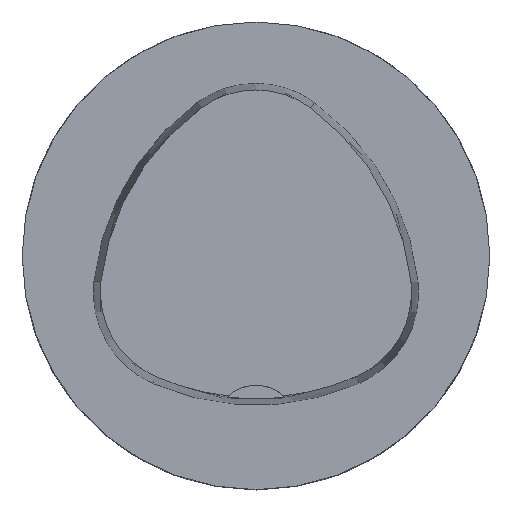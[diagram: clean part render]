
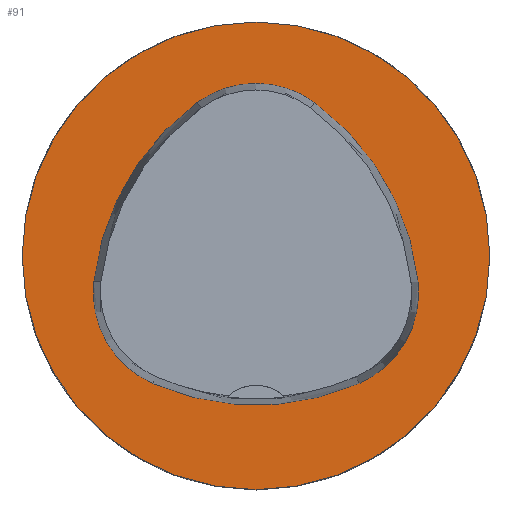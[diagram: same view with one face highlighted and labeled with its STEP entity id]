
A CAD part, top view. The second image highlights one B-rep face of the part: STEP entity #91.
In plain terms, the highlighted planar face has unit normal (0, 0, 1).
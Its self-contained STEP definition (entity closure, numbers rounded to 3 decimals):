
#36=PLANE('',#516);
#91=ADVANCED_FACE('',(#146,#147),#36,.T.);
#117=CIRCLE('',#488,40.);
#118=CIRCLE('',#494,44.);
#120=CIRCLE('',#497,17.);
#122=CIRCLE('',#500,44.);
#124=CIRCLE('',#503,17.);
#128=CIRCLE('',#508,44.);
#130=CIRCLE('',#511,17.);
#146=FACE_BOUND('',#173,.T.);
#147=FACE_BOUND('',#174,.T.);
#173=EDGE_LOOP('',(#264,#265,#266,#267,#268,#269));
#174=EDGE_LOOP('',(#270));
#264=ORIENTED_EDGE('',*,*,#400,.T.);
#265=ORIENTED_EDGE('',*,*,#380,.T.);
#266=ORIENTED_EDGE('',*,*,#384,.T.);
#267=ORIENTED_EDGE('',*,*,#387,.T.);
#268=ORIENTED_EDGE('',*,*,#390,.T.);
#269=ORIENTED_EDGE('',*,*,#398,.T.);
#270=ORIENTED_EDGE('',*,*,#371,.F.);
#331=VERTEX_POINT('',#719);
#340=VERTEX_POINT('',#738);
#341=VERTEX_POINT('',#739);
#344=VERTEX_POINT('',#747);
#346=VERTEX_POINT('',#753);
#348=VERTEX_POINT('',#759);
#355=VERTEX_POINT('',#780);
#371=EDGE_CURVE('',#331,#331,#117,.T.);
#380=EDGE_CURVE('',#340,#341,#118,.T.);
#384=EDGE_CURVE('',#341,#344,#120,.T.);
#387=EDGE_CURVE('',#344,#346,#122,.T.);
#390=EDGE_CURVE('',#346,#348,#124,.T.);
#398=EDGE_CURVE('',#348,#355,#128,.T.);
#400=EDGE_CURVE('',#355,#340,#130,.T.);
#488=AXIS2_PLACEMENT_3D('',#718,#566,#567);
#494=AXIS2_PLACEMENT_3D('',#737,#582,#583);
#497=AXIS2_PLACEMENT_3D('',#746,#590,#591);
#500=AXIS2_PLACEMENT_3D('',#752,#597,#598);
#503=AXIS2_PLACEMENT_3D('',#758,#604,#605);
#508=AXIS2_PLACEMENT_3D('',#781,#616,#617);
#511=AXIS2_PLACEMENT_3D('',#784,#622,#623);
#516=AXIS2_PLACEMENT_3D('',#789,#632,#633);
#566=DIRECTION('',(0.,0.,-1.));
#567=DIRECTION('',(-1.,0.,0.));
#582=DIRECTION('',(0.,0.,-1.));
#583=DIRECTION('',(-1.,0.,0.));
#590=DIRECTION('',(0.,0.,-1.));
#591=DIRECTION('',(-1.,0.,0.));
#597=DIRECTION('',(0.,0.,-1.));
#598=DIRECTION('',(-1.,0.,0.));
#604=DIRECTION('',(0.,0.,-1.));
#605=DIRECTION('',(-1.,0.,0.));
#616=DIRECTION('',(0.,0.,-1.));
#617=DIRECTION('',(-1.,0.,0.));
#622=DIRECTION('',(0.,0.,-1.));
#623=DIRECTION('',(-1.,0.,0.));
#632=DIRECTION('',(0.,0.,1.));
#633=DIRECTION('',(1.,0.,0.));
#718=CARTESIAN_POINT('',(0.,0.,0.));
#719=CARTESIAN_POINT('',(-40.,0.,0.));
#737=CARTESIAN_POINT('',(16.01,-9.224,0.));
#738=CARTESIAN_POINT('',(-27.722,-4.378,0.));
#739=CARTESIAN_POINT('',(-10.119,26.178,0.));
#746=CARTESIAN_POINT('',(-0.023,12.5,0.));
#747=CARTESIAN_POINT('',(10.049,26.194,0.));
#752=CARTESIAN_POINT('',(-16.021,-9.25,0.));
#753=CARTESIAN_POINT('',(27.71,-4.394,0.));
#758=CARTESIAN_POINT('',(10.814,-6.27,0.));
#759=CARTESIAN_POINT('',(17.611,-21.852,0.));
#780=CARTESIAN_POINT('',(-17.652,-21.819,0.));
#781=CARTESIAN_POINT('',(0.017,18.477,0.));
#784=CARTESIAN_POINT('',(-10.825,-6.25,0.));
#789=CARTESIAN_POINT('',(0.,0.,0.));
